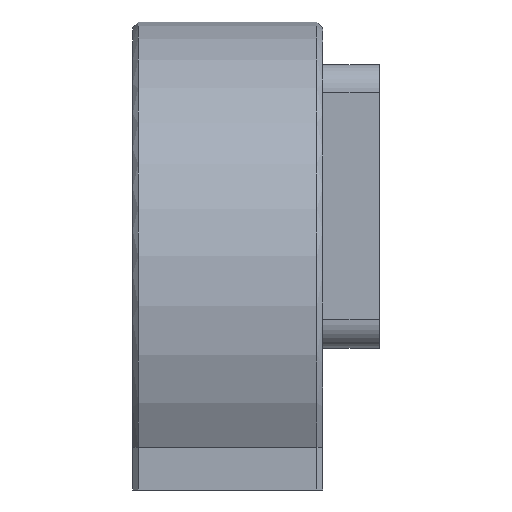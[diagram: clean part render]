
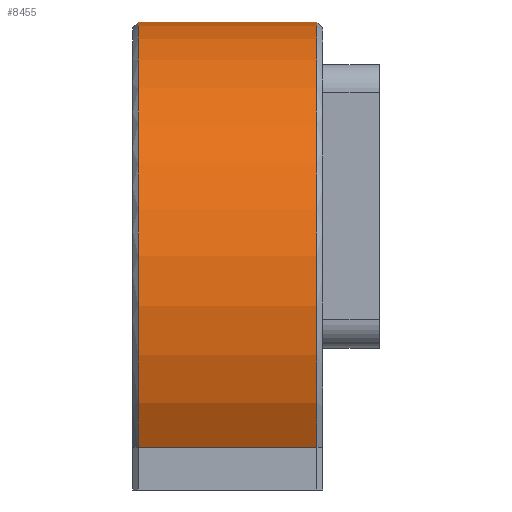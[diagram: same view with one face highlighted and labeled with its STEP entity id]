
A CAD part, left-side view. The second image highlights one B-rep face of the part: STEP entity #8455.
In plain terms, the highlighted cylindrical face has radius 25.4 mm (diameter 50.8 mm), a partial arc.
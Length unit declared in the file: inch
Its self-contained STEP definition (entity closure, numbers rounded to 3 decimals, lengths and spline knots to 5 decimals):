
#3334 = EDGE_CURVE ( 'NONE', #4292, #21151, #43801, .T. ) ;
#4292 = VERTEX_POINT ( 'NONE', #12726 ) ;
#4404 = FACE_OUTER_BOUND ( 'NONE', #33632, .T. ) ;
#8455 = ADVANCED_FACE ( 'NONE', ( #4404 ), #59786, .T. ) ;
#8902 = CARTESIAN_POINT ( 'NONE',  ( 0.75093, 1.16643, 2.46307 ) ) ;
#10296 = VECTOR ( 'NONE', #15605, 39.37008 ) ;
#11633 = AXIS2_PLACEMENT_3D ( 'NONE', #38322, #58849, #52895 ) ;
#12539 = DIRECTION ( 'NONE',  ( 0., -1., 0. ) ) ;
#12704 = ORIENTED_EDGE ( 'NONE', *, *, #40657, .F. ) ;
#12726 = CARTESIAN_POINT ( 'NONE',  ( 0.75093, 1.79643, 2.46307 ) ) ;
#13621 = AXIS2_PLACEMENT_3D ( 'NONE', #27913, #47224, #22540 ) ;
#13837 = CARTESIAN_POINT ( 'NONE',  ( -0.11509, 1.16643, 0.96307 ) ) ;
#15605 = DIRECTION ( 'NONE',  ( 0., 1., 0. ) ) ;
#17604 = CARTESIAN_POINT ( 'NONE',  ( 0.75093, 1.79643, 1.46307 ) ) ;
#20678 = CARTESIAN_POINT ( 'NONE',  ( 0.75093, 1.18612, 2.46307 ) ) ;
#21151 = VERTEX_POINT ( 'NONE', #56670 ) ;
#22540 = DIRECTION ( 'NONE',  ( 0., 0., -1. ) ) ;
#25110 = ORIENTED_EDGE ( 'NONE', *, *, #47072, .T. ) ;
#26123 = VERTEX_POINT ( 'NONE', #8902 ) ;
#27913 = CARTESIAN_POINT ( 'NONE',  ( 0.75093, 1.16643, 1.46307 ) ) ;
#29889 = LINE ( 'NONE', #34931, #34443 ) ;
#33126 = VERTEX_POINT ( 'NONE', #13837 ) ;
#33632 = EDGE_LOOP ( 'NONE', ( #48478, #25110, #49727, #12704 ) ) ;
#34443 = VECTOR ( 'NONE', #54266, 39.37008 ) ;
#34931 = CARTESIAN_POINT ( 'NONE',  ( -0.11509, 1.18612, 0.96307 ) ) ;
#36180 = LINE ( 'NONE', #20678, #10296 ) ;
#38322 = CARTESIAN_POINT ( 'NONE',  ( 0.75093, 1.18612, 1.46307 ) ) ;
#40657 = EDGE_CURVE ( 'NONE', #33126, #21151, #29889, .T. ) ;
#41368 = DIRECTION ( 'NONE',  ( 0., 0., -1. ) ) ;
#43801 = CIRCLE ( 'NONE', #60007, 1. ) ;
#45013 = CIRCLE ( 'NONE', #13621, 1. ) ;
#47072 = EDGE_CURVE ( 'NONE', #26123, #4292, #36180, .T. ) ;
#47224 = DIRECTION ( 'NONE',  ( 0., 1., 0. ) ) ;
#48478 = ORIENTED_EDGE ( 'NONE', *, *, #54582, .T. ) ;
#49727 = ORIENTED_EDGE ( 'NONE', *, *, #3334, .T. ) ;
#52895 = DIRECTION ( 'NONE',  ( 0., 0., 1. ) ) ;
#54266 = DIRECTION ( 'NONE',  ( 0., 1., 0. ) ) ;
#54582 = EDGE_CURVE ( 'NONE', #33126, #26123, #45013, .T. ) ;
#56670 = CARTESIAN_POINT ( 'NONE',  ( -0.11509, 1.79643, 0.96307 ) ) ;
#58849 = DIRECTION ( 'NONE',  ( 0., 1., 0. ) ) ;
#59786 = CYLINDRICAL_SURFACE ( 'NONE', #11633, 1. ) ;
#60007 = AXIS2_PLACEMENT_3D ( 'NONE', #17604, #12539, #41368 ) ;
